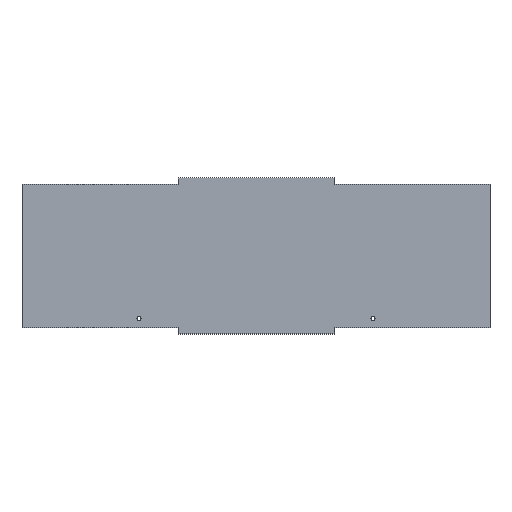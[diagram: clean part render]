
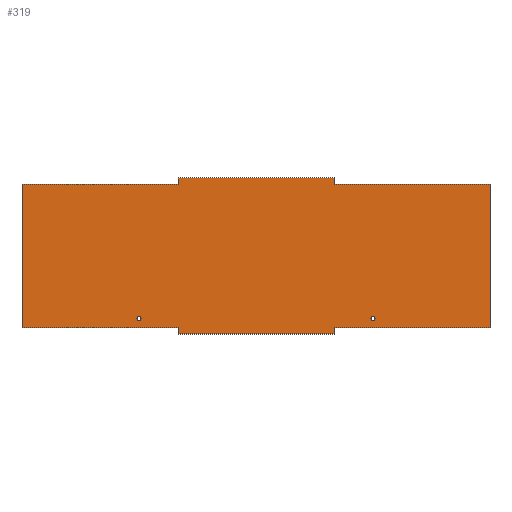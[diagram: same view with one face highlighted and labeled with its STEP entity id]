
A CAD part, top view. The second image highlights one B-rep face of the part: STEP entity #319.
In plain terms, the highlighted planar face has unit normal (0, 0, 1).
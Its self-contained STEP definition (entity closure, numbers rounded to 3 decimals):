
#15=FACE_BOUND('',#64,.T.);
#16=FACE_BOUND('',#65,.T.);
#31=PLANE('',#362);
#47=FACE_OUTER_BOUND('',#63,.T.);
#63=EDGE_LOOP('',(#275,#276,#277,#278,#279,#280,#281,#282,#283,#284,#285,
#286));
#64=EDGE_LOOP('',(#287));
#65=EDGE_LOOP('',(#288));
#73=LINE('',#464,#111);
#76=LINE('',#470,#114);
#79=LINE('',#476,#117);
#82=LINE('',#482,#120);
#85=LINE('',#488,#123);
#88=LINE('',#494,#126);
#91=LINE('',#500,#129);
#94=LINE('',#506,#132);
#97=LINE('',#512,#135);
#100=LINE('',#518,#138);
#103=LINE('',#524,#141);
#106=LINE('',#528,#144);
#111=VECTOR('',#384,10.);
#114=VECTOR('',#389,10.);
#117=VECTOR('',#394,10.);
#120=VECTOR('',#399,10.);
#123=VECTOR('',#404,10.);
#126=VECTOR('',#409,10.);
#129=VECTOR('',#414,10.);
#132=VECTOR('',#419,10.);
#135=VECTOR('',#424,10.);
#138=VECTOR('',#429,10.);
#141=VECTOR('',#434,10.);
#144=VECTOR('',#439,10.);
#145=CIRCLE('',#345,1.3);
#147=CIRCLE('',#348,1.3);
#149=VERTEX_POINT('',#446);
#151=VERTEX_POINT('',#452);
#155=VERTEX_POINT('',#461);
#156=VERTEX_POINT('',#463);
#158=VERTEX_POINT('',#469);
#160=VERTEX_POINT('',#475);
#162=VERTEX_POINT('',#481);
#164=VERTEX_POINT('',#487);
#166=VERTEX_POINT('',#493);
#168=VERTEX_POINT('',#499);
#170=VERTEX_POINT('',#505);
#172=VERTEX_POINT('',#511);
#174=VERTEX_POINT('',#517);
#176=VERTEX_POINT('',#523);
#177=EDGE_CURVE('',#149,#149,#145,.T.);
#180=EDGE_CURVE('',#151,#151,#147,.T.);
#185=EDGE_CURVE('',#156,#155,#73,.T.);
#188=EDGE_CURVE('',#158,#156,#76,.T.);
#191=EDGE_CURVE('',#160,#158,#79,.T.);
#194=EDGE_CURVE('',#162,#160,#82,.T.);
#197=EDGE_CURVE('',#164,#162,#85,.T.);
#200=EDGE_CURVE('',#166,#164,#88,.T.);
#203=EDGE_CURVE('',#168,#166,#91,.T.);
#206=EDGE_CURVE('',#170,#168,#94,.T.);
#209=EDGE_CURVE('',#172,#170,#97,.T.);
#212=EDGE_CURVE('',#174,#172,#100,.T.);
#215=EDGE_CURVE('',#176,#174,#103,.T.);
#218=EDGE_CURVE('',#155,#176,#106,.T.);
#275=ORIENTED_EDGE('',*,*,#218,.T.);
#276=ORIENTED_EDGE('',*,*,#215,.T.);
#277=ORIENTED_EDGE('',*,*,#212,.T.);
#278=ORIENTED_EDGE('',*,*,#209,.T.);
#279=ORIENTED_EDGE('',*,*,#206,.T.);
#280=ORIENTED_EDGE('',*,*,#203,.T.);
#281=ORIENTED_EDGE('',*,*,#200,.T.);
#282=ORIENTED_EDGE('',*,*,#197,.T.);
#283=ORIENTED_EDGE('',*,*,#194,.T.);
#284=ORIENTED_EDGE('',*,*,#191,.T.);
#285=ORIENTED_EDGE('',*,*,#188,.T.);
#286=ORIENTED_EDGE('',*,*,#185,.T.);
#287=ORIENTED_EDGE('',*,*,#177,.T.);
#288=ORIENTED_EDGE('',*,*,#180,.T.);
#319=ADVANCED_FACE('',(#47,#15,#16),#31,.T.);
#345=AXIS2_PLACEMENT_3D('',#447,#368,#369);
#348=AXIS2_PLACEMENT_3D('',#453,#375,#376);
#362=AXIS2_PLACEMENT_3D('',#529,#440,#441);
#368=DIRECTION('center_axis',(0.,0.,-1.));
#369=DIRECTION('ref_axis',(1.,0.,0.));
#375=DIRECTION('center_axis',(0.,0.,-1.));
#376=DIRECTION('ref_axis',(1.,0.,0.));
#384=DIRECTION('',(0.,1.,0.));
#389=DIRECTION('',(1.,0.,0.));
#394=DIRECTION('',(0.,-1.,0.));
#399=DIRECTION('',(1.,0.,0.));
#404=DIRECTION('',(0.,-1.,0.));
#409=DIRECTION('',(-1.,0.,0.));
#414=DIRECTION('',(0.,-1.,0.));
#419=DIRECTION('',(-1.,0.,0.));
#424=DIRECTION('',(0.,1.,0.));
#429=DIRECTION('',(-1.,0.,0.));
#434=DIRECTION('',(0.,1.,0.));
#439=DIRECTION('',(1.,0.,0.));
#440=DIRECTION('center_axis',(0.,0.,1.));
#441=DIRECTION('ref_axis',(1.,0.,0.));
#446=CARTESIAN_POINT('',(223.7,10.,4.));
#447=CARTESIAN_POINT('Origin',(225.,10.,4.));
#452=CARTESIAN_POINT('',(73.7,10.,4.));
#453=CARTESIAN_POINT('Origin',(75.,10.,4.));
#461=CARTESIAN_POINT('',(200.,4.,4.));
#463=CARTESIAN_POINT('',(200.,0.,4.));
#464=CARTESIAN_POINT('',(200.,0.,4.));
#469=CARTESIAN_POINT('',(100.,0.,4.));
#470=CARTESIAN_POINT('',(0.,0.,4.));
#475=CARTESIAN_POINT('',(100.,4.,4.));
#476=CARTESIAN_POINT('',(100.,4.,4.));
#481=CARTESIAN_POINT('',(0.,4.,4.));
#482=CARTESIAN_POINT('',(0.,4.,4.));
#487=CARTESIAN_POINT('',(0.,96.,4.));
#488=CARTESIAN_POINT('',(0.,100.,4.));
#493=CARTESIAN_POINT('',(100.,96.,4.));
#494=CARTESIAN_POINT('',(100.,96.,4.));
#499=CARTESIAN_POINT('',(100.,100.,4.));
#500=CARTESIAN_POINT('',(100.,100.,4.));
#505=CARTESIAN_POINT('',(200.,100.,4.));
#506=CARTESIAN_POINT('',(300.,100.,4.));
#511=CARTESIAN_POINT('',(200.,96.,4.));
#512=CARTESIAN_POINT('',(200.,96.,4.));
#517=CARTESIAN_POINT('',(300.,96.,4.));
#518=CARTESIAN_POINT('',(300.,96.,4.));
#523=CARTESIAN_POINT('',(300.,4.,4.));
#524=CARTESIAN_POINT('',(300.,0.,4.));
#528=CARTESIAN_POINT('',(200.,4.,4.));
#529=CARTESIAN_POINT('Origin',(150.,50.,4.));
